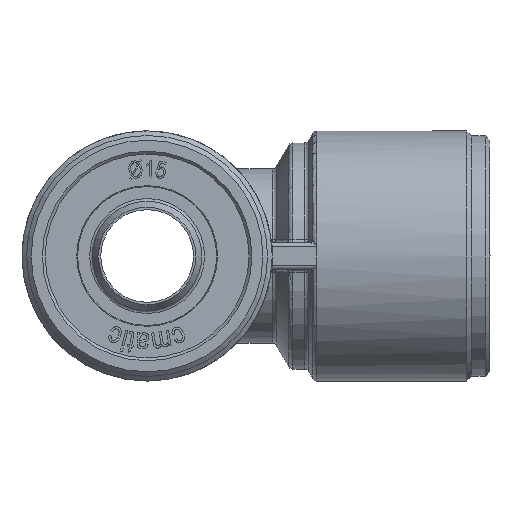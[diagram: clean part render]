
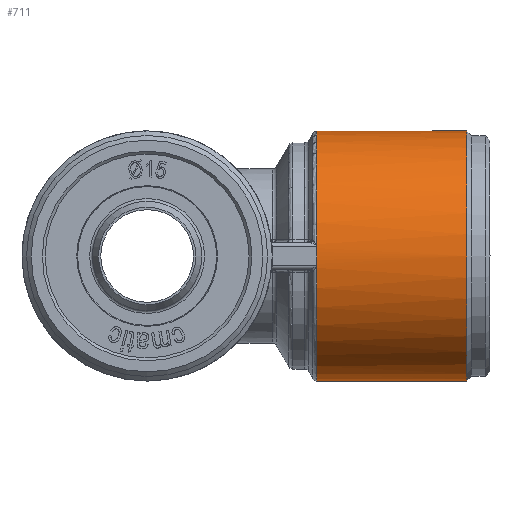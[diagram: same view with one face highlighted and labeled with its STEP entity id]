
A CAD part, front view. The second image highlights one B-rep face of the part: STEP entity #711.
In plain terms, the highlighted cylindrical face has radius 13.5 mm (diameter 27 mm), a full revolution.
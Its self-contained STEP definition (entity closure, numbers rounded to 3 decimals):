
#711 = ADVANCED_FACE( 'NONE', ( #2080, #2081 ), #2082, .T. );
#2080 = FACE_OUTER_BOUND( '', #10678, .T. );
#2081 = FACE_OUTER_BOUND( '', #10679, .T. );
#2082 = CYLINDRICAL_SURFACE( '', #10680, 13.5 );
#10678 = EDGE_LOOP( '', ( #15024, #15025, #15026, #15027, #15028, #15029 ) );
#10679 = EDGE_LOOP( '', ( #15030 ) );
#10680 = AXIS2_PLACEMENT_3D( '', #15031, #15032, #15033 );
#15024 = ORIENTED_EDGE( '', *, *, #15991, .F. );
#15025 = ORIENTED_EDGE( '', *, *, #15856, .F. );
#15026 = ORIENTED_EDGE( '', *, *, #16631, .F. );
#15027 = ORIENTED_EDGE( '', *, *, #15462, .F. );
#15028 = ORIENTED_EDGE( '', *, *, #16461, .F. );
#15029 = ORIENTED_EDGE( '', *, *, #16649, .F. );
#15030 = ORIENTED_EDGE( '', *, *, #16513, .T. );
#15031 = CARTESIAN_POINT( '', ( 0., 0., 0. ) );
#15032 = DIRECTION( '', ( 1., 0., 0. ) );
#15033 = DIRECTION( '', ( 0., 0., -1. ) );
#15462 = EDGE_CURVE( 'NONE', #16807, #17436, #17438, .T. );
#15856 = EDGE_CURVE( 'NONE', #18156, #16778, #18157, .T. );
#15991 = EDGE_CURVE( 'NONE', #16778, #18208, #18386, .T. );
#16461 = EDGE_CURVE( 'NONE', #16783, #16807, #19074, .T. );
#16513 = EDGE_CURVE( 'NONE', #19143, #19143, #19144, .T. );
#16631 = EDGE_CURVE( 'NONE', #17436, #18156, #19297, .T. );
#16649 = EDGE_CURVE( 'NONE', #18208, #16783, #19316, .T. );
#16778 = VERTEX_POINT( 'NONE', #19686 );
#16783 = VERTEX_POINT( 'NONE', #19703 );
#16807 = VERTEX_POINT( 'NONE', #19792 );
#17436 = VERTEX_POINT( 'NONE', #22250 );
#17438 = CIRCLE( '', #22253, 13.5 );
#18156 = VERTEX_POINT( 'NONE', #24854 );
#18157 = CIRCLE( '', #24855, 13.5 );
#18208 = VERTEX_POINT( 'NONE', #25023 );
#18386 = CIRCLE( '', #25664, 13.5 );
#19074 = CIRCLE( '', #28793, 13.5 );
#19143 = VERTEX_POINT( '', #29008 );
#19144 = CIRCLE( '', #29009, 13.5 );
#19297 = CIRCLE( '', #29543, 13.5 );
#19316 = CIRCLE( '', #29602, 13.5 );
#19686 = CARTESIAN_POINT( '', ( 18.299, -13.439, -1.281 ) );
#19703 = CARTESIAN_POINT( '', ( 18.299, -13.439, 1.281 ) );
#19792 = CARTESIAN_POINT( '', ( 18.299, 13.439, 1.281 ) );
#22250 = CARTESIAN_POINT( '', ( 18.299, 13.5, 0. ) );
#22253 = AXIS2_PLACEMENT_3D( '', #30055, #30056, #30057 );
#24854 = CARTESIAN_POINT( '', ( 18.299, 13.439, -1.281 ) );
#24855 = AXIS2_PLACEMENT_3D( '', #30409, #30410, #30411 );
#25023 = CARTESIAN_POINT( '', ( 18.299, -13.5, 0. ) );
#25664 = AXIS2_PLACEMENT_3D( '', #30533, #30534, #30535 );
#28793 = AXIS2_PLACEMENT_3D( '', #30907, #30908, #30909 );
#29008 = CARTESIAN_POINT( '', ( 34.5, 0., -13.5 ) );
#29009 = AXIS2_PLACEMENT_3D( '', #30956, #30957, #30958 );
#29543 = AXIS2_PLACEMENT_3D( '', #31067, #31068, #31069 );
#29602 = AXIS2_PLACEMENT_3D( '', #31099, #31100, #31101 );
#30055 = CARTESIAN_POINT( '', ( 18.299, 0., 0. ) );
#30056 = DIRECTION( '', ( -1., 0., 0. ) );
#30057 = DIRECTION( '', ( 0., 0., -1. ) );
#30409 = CARTESIAN_POINT( '', ( 18.299, 0., 0. ) );
#30410 = DIRECTION( '', ( -1., 0., 0. ) );
#30411 = DIRECTION( '', ( 0., 0., -1. ) );
#30533 = CARTESIAN_POINT( '', ( 18.299, 0., 0. ) );
#30534 = DIRECTION( '', ( -1., 0., 0. ) );
#30535 = DIRECTION( '', ( 0., 0., -1. ) );
#30907 = CARTESIAN_POINT( '', ( 18.299, 0., 0. ) );
#30908 = DIRECTION( '', ( -1., 0., 0. ) );
#30909 = DIRECTION( '', ( 0., 0., -1. ) );
#30956 = CARTESIAN_POINT( '', ( 34.5, 0., 0. ) );
#30957 = DIRECTION( '', ( -1., 0., 0. ) );
#30958 = DIRECTION( '', ( 0., 0., -1. ) );
#31067 = CARTESIAN_POINT( '', ( 18.299, 0., 0. ) );
#31068 = DIRECTION( '', ( -1., 0., 0. ) );
#31069 = DIRECTION( '', ( 0., 0., -1. ) );
#31099 = CARTESIAN_POINT( '', ( 18.299, 0., 0. ) );
#31100 = DIRECTION( '', ( -1., 0., 0. ) );
#31101 = DIRECTION( '', ( 0., 0., -1. ) );
